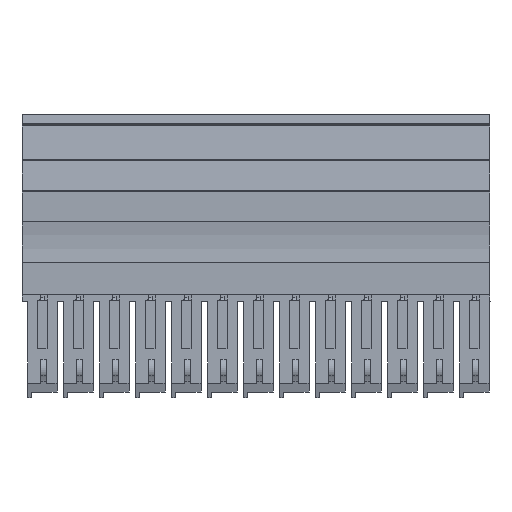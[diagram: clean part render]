
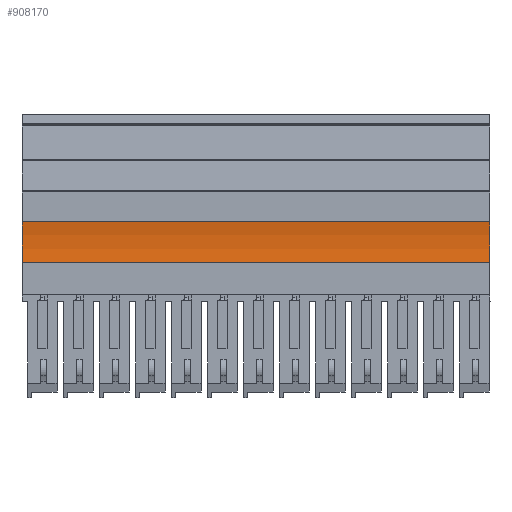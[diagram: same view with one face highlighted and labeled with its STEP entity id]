
A CAD part, front view. The second image highlights one B-rep face of the part: STEP entity #908170.
In plain terms, the highlighted cylindrical face has radius 20.567 mm (diameter 41.133 mm), a partial arc.
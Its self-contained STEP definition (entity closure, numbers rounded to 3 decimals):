
#60=CARTESIAN_POINT('',(28.517,-5.451,
75.35));
#70=DIRECTION('',(0.,0.,1.));
#80=DIRECTION('',(-1.,0.,0.));
#90=AXIS2_PLACEMENT_3D('',#60,#70,#80);
#100=CIRCLE('',#90,20.567);
#110=CARTESIAN_POINT('',(8.25,-1.951,
75.35));
#120=VERTEX_POINT('',#110);
#130=CARTESIAN_POINT('',(8.25,-8.951,
75.35));
#140=VERTEX_POINT('',#130);
#150=EDGE_CURVE('',#120,#140,#100,.T.);
#5190=CARTESIAN_POINT('',(8.25,-8.951,
-4.6));
#5200=VERTEX_POINT('',#5190);
#5230=CARTESIAN_POINT('',(28.517,-5.451,
-4.6));
#5240=DIRECTION('',(0.,0.,1.));
#5250=DIRECTION('',(-1.,0.,0.));
#5260=AXIS2_PLACEMENT_3D('',#5230,#5240,#5250);
#5270=CIRCLE('',#5260,20.567);
#5280=CARTESIAN_POINT('',(8.25,-1.951,
-4.6));
#5290=VERTEX_POINT('',#5280);
#5300=EDGE_CURVE('',#5290,#5200,#5270,.T.);
#886390=CARTESIAN_POINT('',(8.25,-8.951,
75.35));
#886400=DIRECTION('',(0.,0.,1.));
#886410=VECTOR('',#886400,1.);
#886420=LINE('',#886390,#886410);
#886430=EDGE_CURVE('',#5200,#140,#886420,.T.);
#908010=CARTESIAN_POINT('',(28.517,-5.451,
75.35));
#908020=DIRECTION('',(0.,0.,1.));
#908030=DIRECTION('',(-1.,0.,0.));
#908040=AXIS2_PLACEMENT_3D('',#908010,#908020,#908030);
#908050=CYLINDRICAL_SURFACE('',#908040,20.567);
#908060=ORIENTED_EDGE('',*,*,#150,.T.);
#908070=CARTESIAN_POINT('',(8.25,-1.951,
75.35));
#908080=DIRECTION('',(0.,0.,1.));
#908090=VECTOR('',#908080,1.);
#908100=LINE('',#908070,#908090);
#908110=EDGE_CURVE('',#5290,#120,#908100,.T.);
#908120=ORIENTED_EDGE('',*,*,#908110,.T.);
#908130=ORIENTED_EDGE('',*,*,#5300,.F.);
#908140=ORIENTED_EDGE('',*,*,#886430,.F.);
#908150=EDGE_LOOP('',(#908140,#908130,#908120,#908060));
#908160=FACE_OUTER_BOUND('',#908150,.T.);
#908170=ADVANCED_FACE('',(#908160),#908050,.F.);
